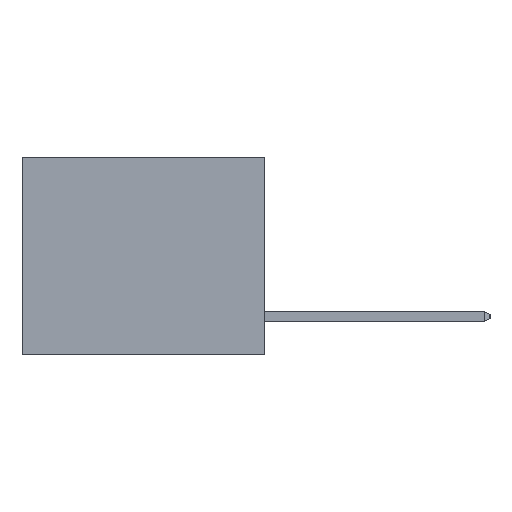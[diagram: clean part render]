
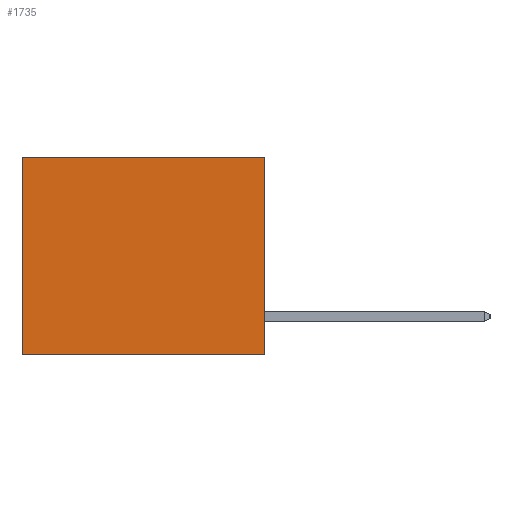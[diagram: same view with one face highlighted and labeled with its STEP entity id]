
A CAD part, left-side view. The second image highlights one B-rep face of the part: STEP entity #1735.
In plain terms, the highlighted planar face has unit normal (-1, 0, 0).
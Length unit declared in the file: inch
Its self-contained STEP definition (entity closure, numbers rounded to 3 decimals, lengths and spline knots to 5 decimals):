
#388 = DIRECTION ( 'NONE',  ( 1., 0., 0. ) ) ;
#720 = LINE ( 'NONE', #845, #3296 ) ;
#754 = VECTOR ( 'NONE', #7572, 39.37008 ) ;
#845 = CARTESIAN_POINT ( 'NONE',  ( 0.3165, 0.6, -0.49 ) ) ;
#982 = EDGE_CURVE ( 'NONE', #3153, #22010, #15386, .T. ) ;
#1054 = ORIENTED_EDGE ( 'NONE', *, *, #982, .T. ) ;
#1735 = ADVANCED_FACE ( 'NONE', ( #10231 ), #21788, .F. ) ;
#2020 = CARTESIAN_POINT ( 'NONE',  ( 0.3165, 0.6, 0. ) ) ;
#2545 = DIRECTION ( 'NONE',  ( 0., 0., -1. ) ) ;
#2590 = EDGE_LOOP ( 'NONE', ( #20626, #3410, #12767, #1054 ) ) ;
#3145 = DIRECTION ( 'NONE',  ( 0., 1., 0. ) ) ;
#3153 = VERTEX_POINT ( 'NONE', #23370 ) ;
#3195 = CARTESIAN_POINT ( 'NONE',  ( 0.3165, 0.6, -0.49 ) ) ;
#3296 = VECTOR ( 'NONE', #2545, 39.37008 ) ;
#3410 = ORIENTED_EDGE ( 'NONE', *, *, #17333, .F. ) ;
#3762 = VECTOR ( 'NONE', #3145, 39.37008 ) ;
#3867 = VERTEX_POINT ( 'NONE', #3195 ) ;
#3942 = CARTESIAN_POINT ( 'NONE',  ( 0.3165, 0., -0.49 ) ) ;
#6477 = CARTESIAN_POINT ( 'NONE',  ( 0.3165, 0., -0.49 ) ) ;
#6697 = DIRECTION ( 'NONE',  ( 0., 1., 0. ) ) ;
#7572 = DIRECTION ( 'NONE',  ( 0., 0., -1. ) ) ;
#8984 = AXIS2_PLACEMENT_3D ( 'NONE', #11257, #388, #21872 ) ;
#10231 = FACE_OUTER_BOUND ( 'NONE', #2590, .T. ) ;
#10796 = LINE ( 'NONE', #6477, #20423 ) ;
#11257 = CARTESIAN_POINT ( 'NONE',  ( 0.3165, 0., -0.49 ) ) ;
#11516 = VERTEX_POINT ( 'NONE', #20660 ) ;
#12169 = CARTESIAN_POINT ( 'NONE',  ( 0.3165, 0., 0. ) ) ;
#12767 = ORIENTED_EDGE ( 'NONE', *, *, #15071, .F. ) ;
#15071 = EDGE_CURVE ( 'NONE', #3153, #11516, #16939, .T. ) ;
#15386 = LINE ( 'NONE', #12169, #3762 ) ;
#16939 = LINE ( 'NONE', #3942, #754 ) ;
#17333 = EDGE_CURVE ( 'NONE', #11516, #3867, #10796, .T. ) ;
#20423 = VECTOR ( 'NONE', #6697, 39.37008 ) ;
#20626 = ORIENTED_EDGE ( 'NONE', *, *, #22876, .T. ) ;
#20660 = CARTESIAN_POINT ( 'NONE',  ( 0.3165, 0., -0.49 ) ) ;
#21788 = PLANE ( 'NONE',  #8984 ) ;
#21872 = DIRECTION ( 'NONE',  ( 0., 0., -1. ) ) ;
#22010 = VERTEX_POINT ( 'NONE', #2020 ) ;
#22876 = EDGE_CURVE ( 'NONE', #22010, #3867, #720, .T. ) ;
#23370 = CARTESIAN_POINT ( 'NONE',  ( 0.3165, 0., 0. ) ) ;
